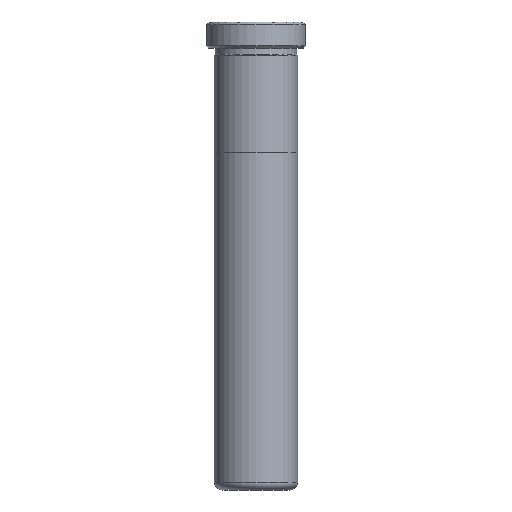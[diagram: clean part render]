
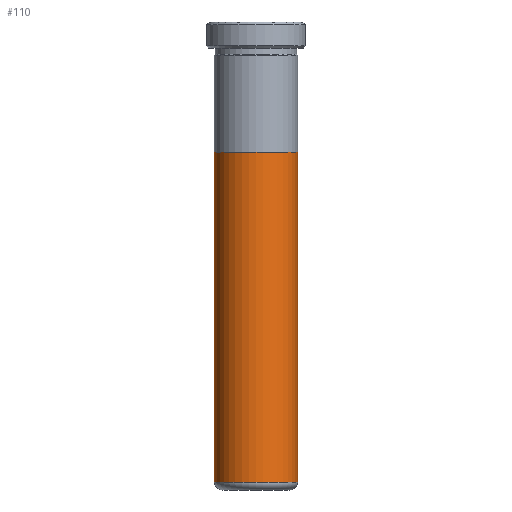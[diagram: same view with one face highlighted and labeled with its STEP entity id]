
A CAD part, front view. The second image highlights one B-rep face of the part: STEP entity #110.
In plain terms, the highlighted cylindrical face has radius 7.995 mm (diameter 15.99 mm), a partial arc.
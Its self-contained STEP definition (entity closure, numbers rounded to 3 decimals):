
#84 = CARTESIAN_POINT ( 'NONE',  ( -7.995, 0., 65. ) ) ;
#99 = AXIS2_PLACEMENT_3D ( 'NONE', #239, #1058, #361 ) ;
#110 = ADVANCED_FACE ( 'NONE', ( #876 ), #191, .T. ) ;
#134 = AXIS2_PLACEMENT_3D ( 'NONE', #1027, #322, #1142 ) ;
#191 = CYLINDRICAL_SURFACE ( 'NONE', #905, 7.995 ) ;
#215 = VERTEX_POINT ( 'NONE', #613 ) ;
#239 = CARTESIAN_POINT ( 'NONE',  ( 0., 0., 1.5 ) ) ;
#306 = VERTEX_POINT ( 'NONE', #84 ) ;
#322 = DIRECTION ( 'NONE',  ( 0., 0., 1. ) ) ;
#361 = DIRECTION ( 'NONE',  ( 1., 0., 0. ) ) ;
#371 = VERTEX_POINT ( 'NONE', #1139 ) ;
#377 = LINE ( 'NONE', #1104, #683 ) ;
#432 = EDGE_CURVE ( 'NONE', #306, #371, #460, .T. ) ;
#436 = ORIENTED_EDGE ( 'NONE', *, *, #896, .F. ) ;
#460 = CIRCLE ( 'NONE', #134, 7.995 ) ;
#492 = EDGE_CURVE ( 'NONE', #306, #1110, #965, .T. ) ;
#524 = EDGE_CURVE ( 'NONE', #1110, #215, #837, .T. ) ;
#606 = DIRECTION ( 'NONE',  ( 0., 0., -1. ) ) ;
#613 = CARTESIAN_POINT ( 'NONE',  ( 7.995, 0., 1.5 ) ) ;
#646 = DIRECTION ( 'NONE',  ( 0., 0., -1. ) ) ;
#673 = ORIENTED_EDGE ( 'NONE', *, *, #524, .T. ) ;
#683 = VECTOR ( 'NONE', #1209, 1000. ) ;
#717 = VECTOR ( 'NONE', #606, 1000. ) ;
#728 = CARTESIAN_POINT ( 'NONE',  ( 0., 0., 85. ) ) ;
#837 = CIRCLE ( 'NONE', #99, 7.995 ) ;
#862 = DIRECTION ( 'NONE',  ( -1., 0., 0. ) ) ;
#876 = FACE_OUTER_BOUND ( 'NONE', #914, .T. ) ;
#896 = EDGE_CURVE ( 'NONE', #371, #215, #377, .T. ) ;
#905 = AXIS2_PLACEMENT_3D ( 'NONE', #728, #646, #862 ) ;
#914 = EDGE_LOOP ( 'NONE', ( #436, #992, #989, #673 ) ) ;
#965 = LINE ( 'NONE', #1255, #717 ) ;
#989 = ORIENTED_EDGE ( 'NONE', *, *, #492, .T. ) ;
#992 = ORIENTED_EDGE ( 'NONE', *, *, #432, .F. ) ;
#1027 = CARTESIAN_POINT ( 'NONE',  ( 0., 0., 65. ) ) ;
#1058 = DIRECTION ( 'NONE',  ( 0., 0., 1. ) ) ;
#1104 = CARTESIAN_POINT ( 'NONE',  ( 7.995, 0., 85. ) ) ;
#1110 = VERTEX_POINT ( 'NONE', #1252 ) ;
#1139 = CARTESIAN_POINT ( 'NONE',  ( 7.995, 0., 65. ) ) ;
#1142 = DIRECTION ( 'NONE',  ( 1., 0., 0. ) ) ;
#1209 = DIRECTION ( 'NONE',  ( 0., 0., -1. ) ) ;
#1252 = CARTESIAN_POINT ( 'NONE',  ( -7.995, 0., 1.5 ) ) ;
#1255 = CARTESIAN_POINT ( 'NONE',  ( -7.995, 0., 85. ) ) ;
